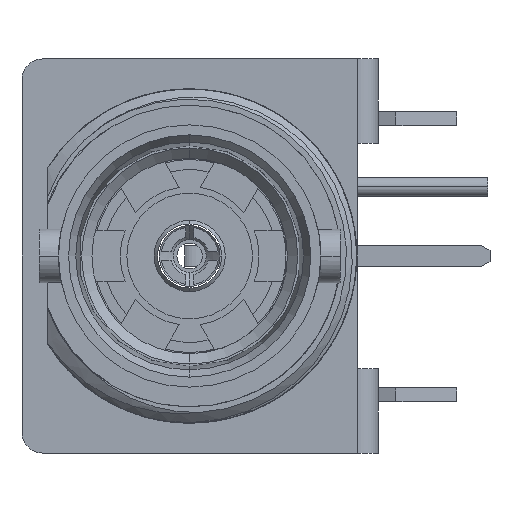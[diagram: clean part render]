
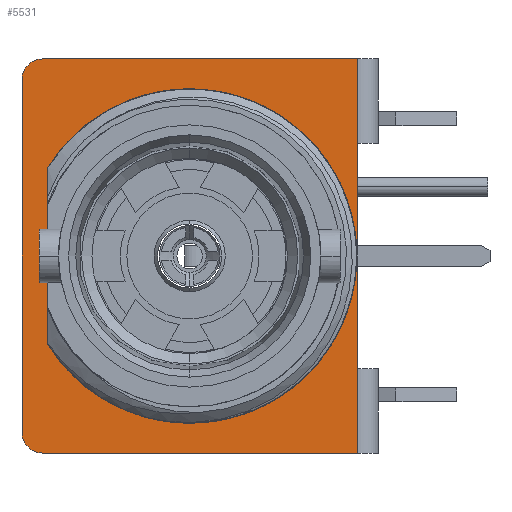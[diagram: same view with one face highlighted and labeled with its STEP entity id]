
A CAD part, left-side view. The second image highlights one B-rep face of the part: STEP entity #5531.
In plain terms, the highlighted planar face has unit normal (-1, 0, 0).
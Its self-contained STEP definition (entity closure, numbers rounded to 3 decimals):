
#2405=DIRECTION('',(0.,0.,1.));
#2406=VECTOR('',#2405,6.504);
#2407=CARTESIAN_POINT('',(17.699,5.22,-3.252));
#2408=LINE('',#2407,#2406);
#2409=CARTESIAN_POINT('',(17.699,5.407,-6.488));
#2410=DIRECTION('',(-1.,0.,0.));
#2411=DIRECTION('',(0.,1.,0.));
#2412=AXIS2_PLACEMENT_3D('',#2409,#2410,#2411);
#2414=DIRECTION('',(0.,0.,1.));
#2415=VECTOR('',#2414,12.976);
#2416=CARTESIAN_POINT('',(17.699,6.169,-6.488));
#2417=LINE('',#2416,#2415);
#2418=CARTESIAN_POINT('',(17.699,5.407,6.488));
#2419=DIRECTION('',(-1.,0.,0.));
#2420=DIRECTION('',(0.,0.,1.));
#2421=AXIS2_PLACEMENT_3D('',#2418,#2419,#2420);
#2423=DIRECTION('',(0.,-1.,0.));
#2424=VECTOR('',#2423,11.576);
#2425=CARTESIAN_POINT('',(17.699,5.407,7.25));
#2426=LINE('',#2425,#2424);
#2427=DIRECTION('',(0.,0.,-1.));
#2428=VECTOR('',#2427,14.5);
#2429=CARTESIAN_POINT('',(17.699,-6.169,7.25));
#2430=LINE('',#2429,#2428);
#2431=DIRECTION('',(0.,1.,0.));
#2432=VECTOR('',#2431,11.576);
#2433=CARTESIAN_POINT('',(17.699,-6.169,-7.25));
#2434=LINE('',#2433,#2432);
#3080=CARTESIAN_POINT('',(17.699,0.,0.));
#3081=DIRECTION('',(1.,0.,0.));
#3082=DIRECTION('',(0.,0.849,0.529));
#3083=AXIS2_PLACEMENT_3D('',#3080,#3081,#3082);
#4674=CARTESIAN_POINT('',(17.699,-6.169,7.25));
#4675=CARTESIAN_POINT('',(17.699,-6.169,-7.25));
#4676=VERTEX_POINT('',#4674);
#4677=VERTEX_POINT('',#4675);
#4738=CARTESIAN_POINT('',(17.699,5.22,3.252));
#4740=VERTEX_POINT('',#4738);
#4771=CARTESIAN_POINT('',(17.699,5.22,-3.252));
#4773=VERTEX_POINT('',#4771);
#4900=CARTESIAN_POINT('',(17.699,6.169,-6.488));
#4901=CARTESIAN_POINT('',(17.699,5.407,-7.25));
#4902=VERTEX_POINT('',#4900);
#4903=VERTEX_POINT('',#4901);
#4908=CARTESIAN_POINT('',(17.699,5.407,7.25));
#4909=CARTESIAN_POINT('',(17.699,6.169,6.488));
#4910=VERTEX_POINT('',#4908);
#4911=VERTEX_POINT('',#4909);
#5510=CARTESIAN_POINT('',(17.699,0.,0.));
#5511=DIRECTION('',(1.,0.,0.));
#5512=DIRECTION('',(0.,1.,0.));
#5513=AXIS2_PLACEMENT_3D('',#5510,#5511,#5512);
#5514=PLANE('',#5513);
#5515=ORIENTED_EDGE('',*,*,#5501,.F.);
#5517=ORIENTED_EDGE('',*,*,#5516,.T.);
#5519=ORIENTED_EDGE('',*,*,#5518,.F.);
#5520=ORIENTED_EDGE('',*,*,#5187,.T.);
#5521=ORIENTED_EDGE('',*,*,#5228,.T.);
#5522=ORIENTED_EDGE('',*,*,#5481,.T.);
#5523=EDGE_LOOP('',(#5515,#5517,#5519,#5520,#5521,#5522));
#5524=FACE_OUTER_BOUND('',#5523,.F.);
#5526=ORIENTED_EDGE('',*,*,#5525,.F.);
#5528=ORIENTED_EDGE('',*,*,#5527,.F.);
#5529=EDGE_LOOP('',(#5526,#5528));
#5530=FACE_BOUND('',#5529,.F.);
#2413=CIRCLE('',#2412,0.762);
#2422=CIRCLE('',#2421,0.762);
#3084=CIRCLE('',#3083,6.15);
#5187=EDGE_CURVE('',#4910,#4676,#2426,.T.);
#5228=EDGE_CURVE('',#4676,#4677,#2430,.T.);
#5481=EDGE_CURVE('',#4677,#4903,#2434,.T.);
#5501=EDGE_CURVE('',#4902,#4903,#2413,.T.);
#5516=EDGE_CURVE('',#4902,#4911,#2417,.T.);
#5518=EDGE_CURVE('',#4910,#4911,#2422,.T.);
#5525=EDGE_CURVE('',#4740,#4773,#3084,.T.);
#5527=EDGE_CURVE('',#4773,#4740,#2408,.T.);
#5531=ADVANCED_FACE('',(#5524,#5530),#5514,.F.);
